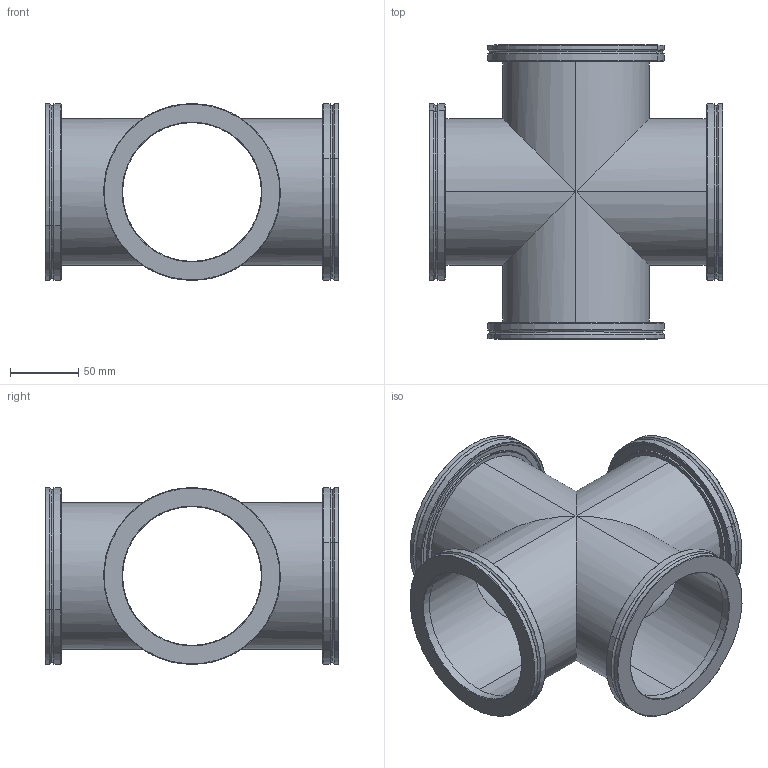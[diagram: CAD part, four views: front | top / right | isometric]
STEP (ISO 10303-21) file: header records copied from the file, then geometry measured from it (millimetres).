
FILE_DESCRIPTION (( 'STEP AP214' ), '1' );
FILE_NAME ('Hositrad_ISOX4-100.STEP', '2017-06-06T12:50:13', ( 'Gebruiker' ), ( '' ), 'SwSTEP 2.0', 'SolidWorks 2017', '' );
FILE_SCHEMA (( 'AUTOMOTIVE_DESIGN' ));
Length unit declared in the file: millimetre
Products named in the file (3): ISO-K_Equal-4-Way-Cross_All_ISO100-T; ISO-K-Weld-All_ISO100-108; Hositrad_ISOX4-100
Assembly tree (5 placements, depth 2):
  Hositrad_ISOX4-100
    ISO-K_Equal-4-Way-Cross_All_ISO100-T
    ISO-K-Weld-All_ISO100-108  x4
Bounding box: 216 x 216 x 129.88 mm (x, y, z)
Volume: 381103.7 mm3; surface area: 266325.7 mm2
Topology: 5 solids, 5 shells, 144 faces, 288 edges, 164 vertices
Faces by surface type: cylinder 64, cone 40, plane 24, torus 16
Entity records: 1454 total; most frequent: DIRECTION 268, CARTESIAN_POINT 241, ORIENTED_EDGE 204, AXIS2_PLACEMENT_3D 115, EDGE_CURVE 102, EDGE_LOOP 60, VERTEX_POINT 56, CIRCLE 56
